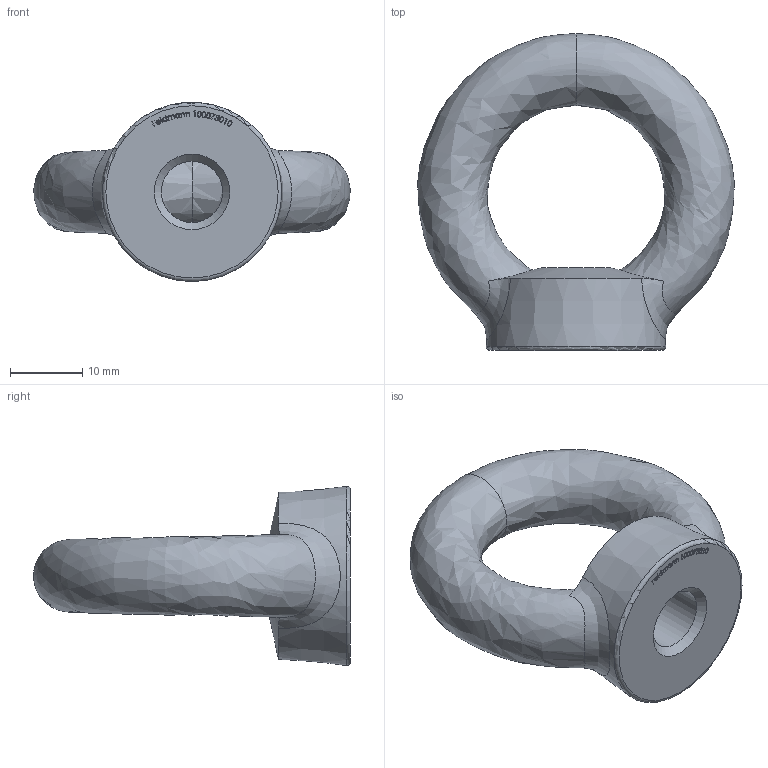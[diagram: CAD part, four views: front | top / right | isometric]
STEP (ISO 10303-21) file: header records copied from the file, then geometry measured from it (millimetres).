
FILE_DESCRIPTION (( 'STEP AP203' ), '1' );
FILE_NAME ('100073010.step', '2023-09-15T11:51:48', ( '' ), ( '' ), 'SwSTEP 2.0', 'SolidWorks 2018', '' );
FILE_SCHEMA (( 'CONFIG_CONTROL_DESIGN' ));
Length unit declared in the file: millimetre
Products named in the file (1): 100073010
Bounding box: 43.94 x 44 x 24.87 mm (x, y, z)
Volume: 11289.7 mm3; surface area: 4432.8 mm2
Topology: 1 solids, 1 shells, 218 faces, 581 edges, 387 vertices
Faces by surface type: bspline 111, plane 101, cone 4, cylinder 1, torus 1
Full cylindrical faces by diameter (mm): 8.5 x1
Entity records: 14453 total; most frequent: CARTESIAN_POINT 9780, ORIENTED_EDGE 1130, DIRECTION 566, EDGE_CURVE 565, VERTEX_POINT 379, LINE 332, VECTOR 332, EDGE_LOOP 252
